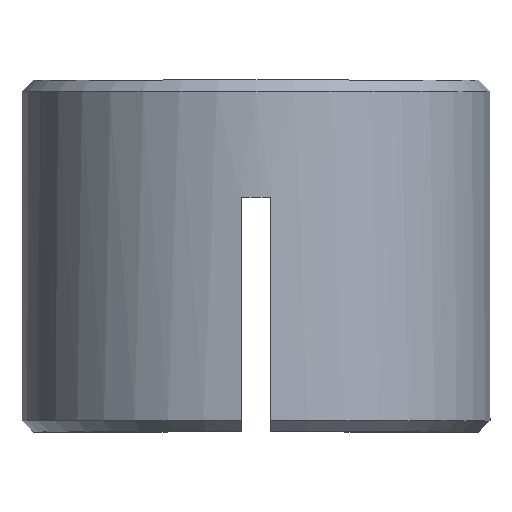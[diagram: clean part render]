
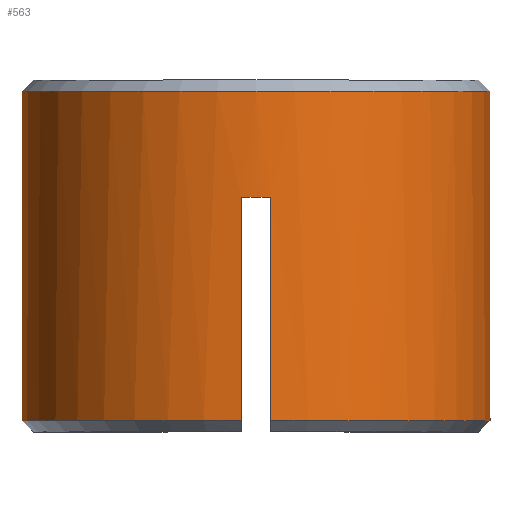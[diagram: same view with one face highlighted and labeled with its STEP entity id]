
A CAD part, top view. The second image highlights one B-rep face of the part: STEP entity #563.
In plain terms, the highlighted cylindrical face has radius 8.008 mm (diameter 16.016 mm), a partial arc.
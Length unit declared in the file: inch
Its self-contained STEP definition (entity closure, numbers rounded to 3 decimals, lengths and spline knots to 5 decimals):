
#26 = CARTESIAN_POINT ( 'NONE',  ( 0.02002, 0.01501, 0.31464 ) ) ;
#34 = DIRECTION ( 'NONE',  ( 0., 0., -1. ) ) ;
#66 = VERTEX_POINT ( 'NONE', #398 ) ;
#105 = ORIENTED_EDGE ( 'NONE', *, *, #356, .T. ) ;
#110 = VECTOR ( 'NONE', #373, 39.37008 ) ;
#116 = ORIENTED_EDGE ( 'NONE', *, *, #418, .T. ) ;
#133 = LINE ( 'NONE', #368, #110 ) ;
#136 = CIRCLE ( 'NONE', #342, 0.31528 ) ;
#144 = CARTESIAN_POINT ( 'NONE',  ( 0.02002, 0., 0.31464 ) ) ;
#163 = DIRECTION ( 'NONE',  ( 0., 0., 1. ) ) ;
#164 = AXIS2_PLACEMENT_3D ( 'NONE', #170, #477, #233 ) ;
#169 = VERTEX_POINT ( 'NONE', #539 ) ;
#170 = CARTESIAN_POINT ( 'NONE',  ( 0., 0.01501, 0. ) ) ;
#196 = EDGE_CURVE ( 'NONE', #169, #414, #439, .T. ) ;
#198 = ORIENTED_EDGE ( 'NONE', *, *, #196, .T. ) ;
#216 = CARTESIAN_POINT ( 'NONE',  ( -0.31464, 0.4579, 0.02002 ) ) ;
#218 = CARTESIAN_POINT ( 'NONE',  ( 0.31464, 0., 0.02002 ) ) ;
#227 = DIRECTION ( 'NONE',  ( 0., 0., -1. ) ) ;
#233 = DIRECTION ( 'NONE',  ( 0., 0., -1. ) ) ;
#244 = CYLINDRICAL_SURFACE ( 'NONE', #450, 0.31528 ) ;
#261 = LINE ( 'NONE', #144, #533 ) ;
#287 = FACE_OUTER_BOUND ( 'NONE', #366, .T. ) ;
#302 = EDGE_CURVE ( 'NONE', #414, #428, #557, .T. ) ;
#303 = VERTEX_POINT ( 'NONE', #621 ) ;
#322 = DIRECTION ( 'NONE',  ( 0., 1., 0. ) ) ;
#342 = AXIS2_PLACEMENT_3D ( 'NONE', #627, #687, #34 ) ;
#356 = EDGE_CURVE ( 'NONE', #773, #169, #133, .T. ) ;
#361 = DIRECTION ( 'NONE',  ( 0., 0., -1. ) ) ;
#366 = EDGE_LOOP ( 'NONE', ( #198, #601, #116, #440, #525, #549, #447, #105 ) ) ;
#368 = CARTESIAN_POINT ( 'NONE',  ( -0.31464, 0., 0.02002 ) ) ;
#373 = DIRECTION ( 'NONE',  ( 0., -1., 0. ) ) ;
#398 = CARTESIAN_POINT ( 'NONE',  ( 0.31464, 0.01501, 0.02002 ) ) ;
#411 = CARTESIAN_POINT ( 'NONE',  ( 0., 0.01501, 0. ) ) ;
#414 = VERTEX_POINT ( 'NONE', #505 ) ;
#418 = EDGE_CURVE ( 'NONE', #428, #497, #136, .T. ) ;
#428 = VERTEX_POINT ( 'NONE', #596 ) ;
#432 = CARTESIAN_POINT ( 'NONE',  ( -0.02002, 0., 0.31464 ) ) ;
#434 = DIRECTION ( 'NONE',  ( 0., -1., 0. ) ) ;
#439 = CIRCLE ( 'NONE', #164, 0.31528 ) ;
#440 = ORIENTED_EDGE ( 'NONE', *, *, #451, .T. ) ;
#441 = EDGE_CURVE ( 'NONE', #66, #303, #452, .T. ) ;
#447 = ORIENTED_EDGE ( 'NONE', *, *, #537, .T. ) ;
#450 = AXIS2_PLACEMENT_3D ( 'NONE', #765, #559, #227 ) ;
#451 = EDGE_CURVE ( 'NONE', #497, #518, #261, .T. ) ;
#452 = LINE ( 'NONE', #218, #755 ) ;
#455 = CARTESIAN_POINT ( 'NONE',  ( 0.02002, 0.31528, 0.31464 ) ) ;
#477 = DIRECTION ( 'NONE',  ( 0., 1., 0. ) ) ;
#497 = VERTEX_POINT ( 'NONE', #455 ) ;
#505 = CARTESIAN_POINT ( 'NONE',  ( -0.02002, 0.01501, 0.31464 ) ) ;
#518 = VERTEX_POINT ( 'NONE', #26 ) ;
#524 = CARTESIAN_POINT ( 'NONE',  ( 0., 0.4579, 0. ) ) ;
#525 = ORIENTED_EDGE ( 'NONE', *, *, #572, .T. ) ;
#528 = CIRCLE ( 'NONE', #583, 0.31528 ) ;
#533 = VECTOR ( 'NONE', #584, 39.37008 ) ;
#537 = EDGE_CURVE ( 'NONE', #303, #773, #528, .T. ) ;
#539 = CARTESIAN_POINT ( 'NONE',  ( -0.31464, 0.01501, 0.02002 ) ) ;
#549 = ORIENTED_EDGE ( 'NONE', *, *, #441, .T. ) ;
#553 = DIRECTION ( 'NONE',  ( 0., 1., 0. ) ) ;
#557 = LINE ( 'NONE', #432, #585 ) ;
#559 = DIRECTION ( 'NONE',  ( 0., -1., 0. ) ) ;
#563 = ADVANCED_FACE ( 'NONE', ( #287 ), #244, .T. ) ;
#572 = EDGE_CURVE ( 'NONE', #518, #66, #717, .T. ) ;
#583 = AXIS2_PLACEMENT_3D ( 'NONE', #524, #434, #163 ) ;
#584 = DIRECTION ( 'NONE',  ( 0., -1., 0. ) ) ;
#585 = VECTOR ( 'NONE', #782, 39.37008 ) ;
#596 = CARTESIAN_POINT ( 'NONE',  ( -0.02002, 0.31528, 0.31464 ) ) ;
#601 = ORIENTED_EDGE ( 'NONE', *, *, #302, .T. ) ;
#621 = CARTESIAN_POINT ( 'NONE',  ( 0.31464, 0.4579, 0.02002 ) ) ;
#627 = CARTESIAN_POINT ( 'NONE',  ( 0., 0.31528, 0. ) ) ;
#687 = DIRECTION ( 'NONE',  ( 0., 1., 0. ) ) ;
#717 = CIRCLE ( 'NONE', #729, 0.31528 ) ;
#729 = AXIS2_PLACEMENT_3D ( 'NONE', #411, #553, #361 ) ;
#755 = VECTOR ( 'NONE', #322, 39.37008 ) ;
#765 = CARTESIAN_POINT ( 'NONE',  ( 0., 0., 0. ) ) ;
#773 = VERTEX_POINT ( 'NONE', #216 ) ;
#782 = DIRECTION ( 'NONE',  ( 0., 1., 0. ) ) ;
